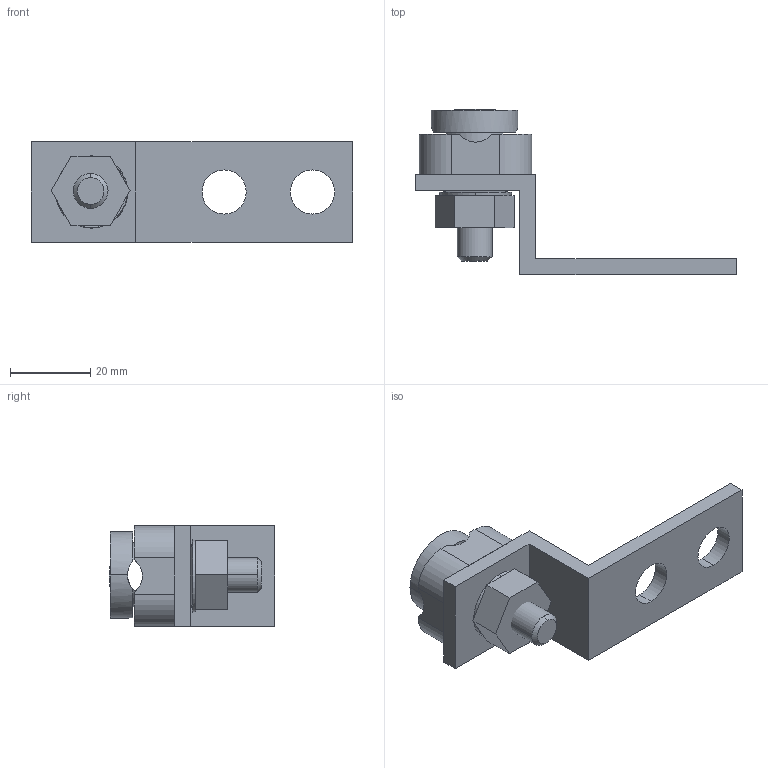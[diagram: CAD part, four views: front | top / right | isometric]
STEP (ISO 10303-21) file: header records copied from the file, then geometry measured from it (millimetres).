
FILE_DESCRIPTION((''),'2;1');
FILE_NAME('5304970_ASM','2015-10-12T',('AndreasKeweloh'),(''),'CREO PARAMETRIC BY PTC INC, 2015200','CREO PARAMETRIC BY PTC INC, 2015200','');
FILE_SCHEMA(('CONFIG_CONTROL_DESIGN'));
Length unit declared in the file: millimetre
Products named in the file (6): ENDSTUECK; ENDSTUECK_1; FEDERSCHEIBE; 35005818; SECHSKANTMUTTER_DIN_934-M10X-; 5304970_ASM
Assembly tree (5 placements, depth 2):
  5304970_ASM
    ENDSTUECK
    ENDSTUECK_1
    FEDERSCHEIBE
    35005818
    SECHSKANTMUTTER_DIN_934-M10X-
Bounding box: 80 x 41.22 x 25 mm (x, y, z)
Volume: 18989.9 mm3; surface area: 12253.8 mm2
Topology: 5 solids, 5 shells, 341 faces, 946 edges, 628 vertices
Faces by surface type: plane 267, cylinder 56, extrusion 8, cone 6, sphere 2, bspline 2
Entity records: 11173 total; most frequent: CARTESIAN_POINT 2230, ORIENTED_EDGE 1892, DIRECTION 1718, EDGE_CURVE 946, VECTOR 802, LINE 794, VERTEX_POINT 628, AXIS2_PLACEMENT_3D 458
